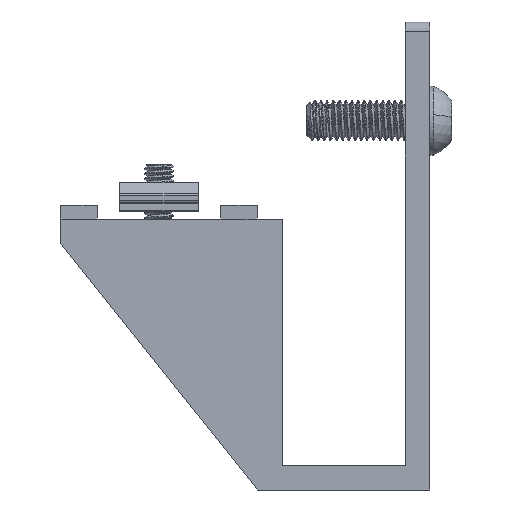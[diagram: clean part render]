
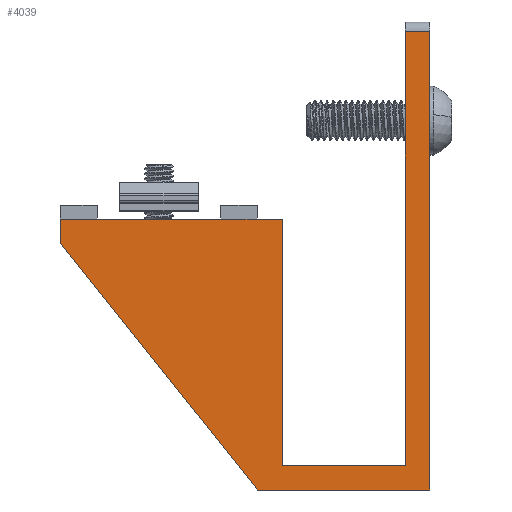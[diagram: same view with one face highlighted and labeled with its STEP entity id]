
A CAD part, front view. The second image highlights one B-rep face of the part: STEP entity #4039.
In plain terms, the highlighted planar face has unit normal (0, -1, 0).
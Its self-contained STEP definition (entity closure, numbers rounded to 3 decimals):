
#938=VECTOR('',#4554,1.);
#943=VECTOR('',#4564,1.);
#951=VECTOR('',#4579,1.);
#956=VECTOR('',#4588,1.);
#966=VECTOR('',#4606,1.);
#968=VECTOR('',#4609,1.);
#969=VECTOR('',#4611,1.);
#971=VECTOR('',#4616,1.);
#972=VECTOR('',#4618,1.);
#1171=LINE('',#5319,#938);
#1176=LINE('',#5334,#943);
#1184=LINE('',#5356,#951);
#1189=LINE('',#5368,#956);
#1199=LINE('',#5390,#966);
#1201=LINE('',#5394,#968);
#1202=LINE('',#5396,#969);
#1204=LINE('',#5401,#971);
#1205=LINE('',#5403,#972);
#1404=PLANE('',#4259);
#1461=VERTEX_POINT('',#5318);
#1462=VERTEX_POINT('',#5320);
#1468=VERTEX_POINT('',#5333);
#1469=VERTEX_POINT('',#5335);
#1477=VERTEX_POINT('',#5355);
#1478=VERTEX_POINT('',#5357);
#1482=VERTEX_POINT('',#5369);
#1488=VERTEX_POINT('',#5389);
#1489=VERTEX_POINT('',#5391);
#1910=EDGE_CURVE('',#1462,#1461,#1171,.T.);
#1917=EDGE_CURVE('',#1468,#1469,#1176,.T.);
#1928=EDGE_CURVE('',#1477,#1478,#1184,.T.);
#1934=EDGE_CURVE('',#1482,#1478,#1189,.T.);
#1946=EDGE_CURVE('',#1489,#1488,#1199,.T.);
#1948=EDGE_CURVE('',#1488,#1462,#1201,.T.);
#1950=EDGE_CURVE('',#1461,#1469,#1202,.T.);
#1953=EDGE_CURVE('',#1468,#1482,#1204,.T.);
#1954=EDGE_CURVE('',#1477,#1489,#1205,.T.);
#2578=ORIENTED_EDGE('',*,*,#1928,.F.);
#2579=ORIENTED_EDGE('',*,*,#1954,.T.);
#2580=ORIENTED_EDGE('',*,*,#1946,.T.);
#2581=ORIENTED_EDGE('',*,*,#1948,.T.);
#2582=ORIENTED_EDGE('',*,*,#1910,.T.);
#2583=ORIENTED_EDGE('',*,*,#1950,.T.);
#2584=ORIENTED_EDGE('',*,*,#1917,.F.);
#2585=ORIENTED_EDGE('',*,*,#1953,.T.);
#2586=ORIENTED_EDGE('',*,*,#1934,.T.);
#3598=EDGE_LOOP('',(#2578,#2579,#2580,#2581,#2582,#2583,#2584,#2585,#2586));
#3822=FACE_BOUND('',#3598,.T.);
#4039=ADVANCED_FACE('',(#3822),#1404,.F.);
#4259=AXIS2_PLACEMENT_3D('',#5404,#4619,$);
#4554=DIRECTION('',(-1.,0.,0.));
#4564=DIRECTION('',(-0.625,0.,0.781));
#4579=DIRECTION('',(1.,0.,0.));
#4588=DIRECTION('',(0.,0.,1.));
#4606=DIRECTION('',(-1.,0.,0.));
#4609=DIRECTION('',(0.,0.,1.));
#4611=DIRECTION('',(0.,0.,-1.));
#4616=DIRECTION('',(1.,0.,0.));
#4618=DIRECTION('',(0.,0.,-1.));
#4619=DIRECTION('',(0.,1.,0.));
#5318=CARTESIAN_POINT('',(-70.,-20.,-40.));
#5319=CARTESIAN_POINT('',(-25.,-20.,-40.));
#5320=CARTESIAN_POINT('',(-25.,-20.,-40.));
#5333=CARTESIAN_POINT('',(-30.,-20.,-95.));
#5334=CARTESIAN_POINT('',(-30.,-20.,-95.));
#5335=CARTESIAN_POINT('',(-70.,-20.,-45.));
#5355=CARTESIAN_POINT('',(0.,-20.,-2.));
#5356=CARTESIAN_POINT('',(-7.273,-20.,-2.));
#5357=CARTESIAN_POINT('',(5.,-20.,-2.));
#5368=CARTESIAN_POINT('',(5.,-20.,-95.));
#5369=CARTESIAN_POINT('',(5.,-20.,-95.));
#5389=CARTESIAN_POINT('',(-25.,-20.,-90.));
#5390=CARTESIAN_POINT('',(0.,-20.,-90.));
#5391=CARTESIAN_POINT('',(0.,-20.,-90.));
#5394=CARTESIAN_POINT('',(-25.,-20.,-90.));
#5396=CARTESIAN_POINT('',(-70.,-20.,-40.));
#5401=CARTESIAN_POINT('',(-30.,-20.,-95.));
#5403=CARTESIAN_POINT('',(0.,-20.,0.));
#5404=CARTESIAN_POINT('',(-17.045,-20.,-56.136));
